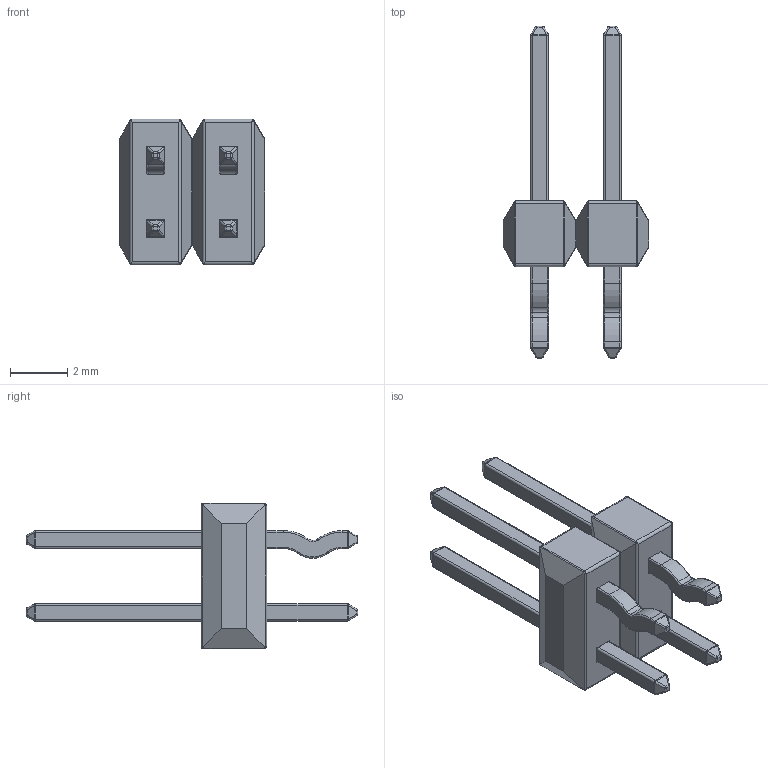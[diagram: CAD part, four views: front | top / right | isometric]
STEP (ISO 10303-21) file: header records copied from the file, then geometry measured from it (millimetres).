
FILE_DESCRIPTION (( 'STEP AP214' ), '1' );
FILE_NAME ('4 Pin Gold 11,56 Kinked C-Grid 70280.STEP', '2018-05-18T17:43:25', ( '' ), ( '' ), 'SwSTEP 2.0', 'SolidWorks 2014', '' );
FILE_SCHEMA (( 'AUTOMOTIVE_DESIGN' ));
Length unit declared in the file: millimetre
Products named in the file (2): kinked pins; 4 Pin Gold 11,56 Kinked C-Grid 70280
Assembly tree (2 placements, depth 2):
  4 Pin Gold 11,56 Kinked C-Grid 70280
    kinked pins  x2
Bounding box: 5.08 x 11.57 x 5.08 mm (x, y, z)
Volume: 63.6 mm3; surface area: 221.7 mm2
Topology: 10 solids, 10 shells, 488 faces, 1080 edges, 572 vertices
Faces by surface type: cylinder 196, plane 144, sphere 80, torus 36, bspline 32
Entity records: 7814 total; most frequent: CARTESIAN_POINT 1405, DIRECTION 1166, ORIENTED_EDGE 1040, EDGE_CURVE 520, AXIS2_PLACEMENT_3D 457, VERTEX_POINT 286, VECTOR 252, LINE 252
